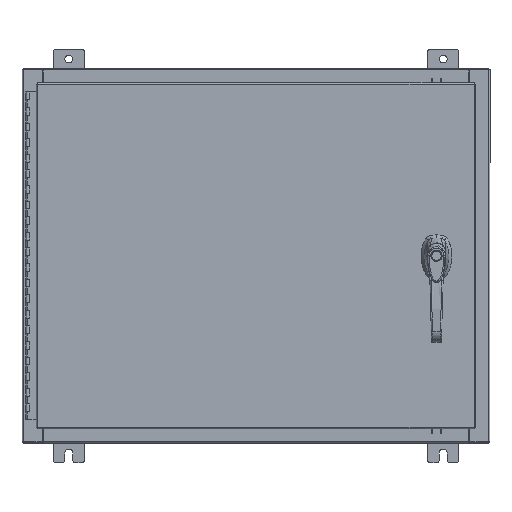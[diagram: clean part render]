
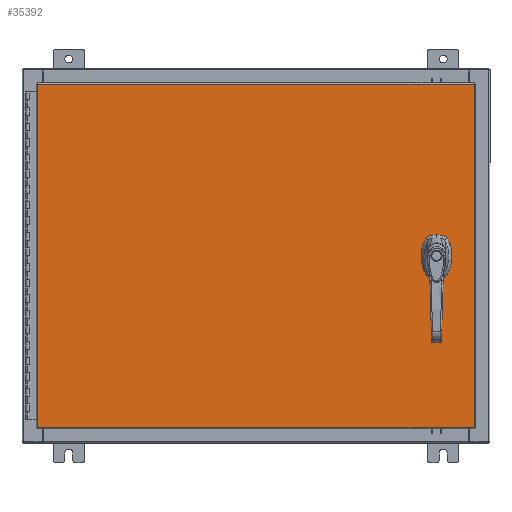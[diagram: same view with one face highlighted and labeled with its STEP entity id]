
A CAD part, top view. The second image highlights one B-rep face of the part: STEP entity #35392.
In plain terms, the highlighted planar face has unit normal (0, 0, 1).
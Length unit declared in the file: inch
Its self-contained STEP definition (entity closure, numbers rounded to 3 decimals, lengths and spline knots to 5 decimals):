
#1786 = VERTEX_POINT ( 'NONE', #16324 ) ;
#2942 = EDGE_CURVE ( 'NONE', #95543, #11541, #34371, .T. ) ;
#3941 = LINE ( 'NONE', #58299, #94352 ) ;
#4612 = VERTEX_POINT ( 'NONE', #82887 ) ;
#5613 = ORIENTED_EDGE ( 'NONE', *, *, #64995, .T. ) ;
#5812 = EDGE_CURVE ( 'NONE', #109104, #30272, #10815, .T. ) ;
#5984 = CARTESIAN_POINT ( 'NONE',  ( -13.9903, 11.0063, 0. ) ) ;
#6090 = DIRECTION ( 'NONE',  ( 0., 0., 1. ) ) ;
#6622 = CIRCLE ( 'NONE', #87311, 0.45 ) ;
#7548 = EDGE_CURVE ( 'NONE', #54251, #96550, #33833, .T. ) ;
#10086 = CARTESIAN_POINT ( 'NONE',  ( 11.175, 0., 0. ) ) ;
#10162 = DIRECTION ( 'NONE',  ( 0., 0., -1. ) ) ;
#10373 = VECTOR ( 'NONE', #26290, 39.37008 ) ;
#10585 = VECTOR ( 'NONE', #93037, 39.37008 ) ;
#10815 = LINE ( 'NONE', #111765, #49076 ) ;
#11136 = VECTOR ( 'NONE', #53971, 39.37008 ) ;
#11541 = VERTEX_POINT ( 'NONE', #70807 ) ;
#12498 = EDGE_CURVE ( 'NONE', #71893, #85948, #107895, .T. ) ;
#13251 = CARTESIAN_POINT ( 'NONE',  ( 13.9903, -11.0063, 0. ) ) ;
#13345 = VERTEX_POINT ( 'NONE', #86586 ) ;
#13846 = AXIS2_PLACEMENT_3D ( 'NONE', #35887, #97210, #44657 ) ;
#14420 = DIRECTION ( 'NONE',  ( 0., 0., 1. ) ) ;
#14638 = DIRECTION ( 'NONE',  ( 1., 0., 0. ) ) ;
#15024 = AXIS2_PLACEMENT_3D ( 'NONE', #87514, #35022, #96354 ) ;
#16324 = CARTESIAN_POINT ( 'NONE',  ( -13.9903, -11.0063, 0. ) ) ;
#18605 = ORIENTED_EDGE ( 'NONE', *, *, #69823, .F. ) ;
#18877 = CARTESIAN_POINT ( 'NONE',  ( 0., 0., 0. ) ) ;
#22015 = EDGE_CURVE ( 'NONE', #1786, #71893, #3941, .T. ) ;
#22504 = CARTESIAN_POINT ( 'NONE',  ( 11.77823, 0.403, 0. ) ) ;
#22891 = CARTESIAN_POINT ( 'NONE',  ( 0., -0.403, 0. ) ) ;
#26290 = DIRECTION ( 'NONE',  ( -1., 0., 0. ) ) ;
#26910 = AXIS2_PLACEMENT_3D ( 'NONE', #66889, #14420, #75698 ) ;
#27701 = PLANE ( 'NONE',  #54783 ) ;
#30272 = VERTEX_POINT ( 'NONE', #63301 ) ;
#30834 = DIRECTION ( 'NONE',  ( 0., 0., 1. ) ) ;
#30882 = CARTESIAN_POINT ( 'NONE',  ( -13.9903, 11.0063, 0. ) ) ;
#31041 = ORIENTED_EDGE ( 'NONE', *, *, #87097, .F. ) ;
#33833 = LINE ( 'NONE', #22891, #10585 ) ;
#34371 = LINE ( 'NONE', #89477, #11136 ) ;
#35022 = DIRECTION ( 'NONE',  ( 0., 0., 1. ) ) ;
#35176 = VECTOR ( 'NONE', #92163, 39.37008 ) ;
#35392 = ADVANCED_FACE ( 'NONE', ( #101134, #98383, #54474 ), #27701, .F. ) ;
#35887 = CARTESIAN_POINT ( 'NONE',  ( 11.578, 0., 0. ) ) ;
#36487 = DIRECTION ( 'NONE',  ( -1., 0., 0. ) ) ;
#39569 = DIRECTION ( 'NONE',  ( 0., 0., 1. ) ) ;
#40294 = ORIENTED_EDGE ( 'NONE', *, *, #82598, .F. ) ;
#44657 = DIRECTION ( 'NONE',  ( 1., 0., 0. ) ) ;
#45107 = CIRCLE ( 'NONE', #13846, 0.45 ) ;
#48796 = VERTEX_POINT ( 'NONE', #108961 ) ;
#49076 = VECTOR ( 'NONE', #111275, 39.37008 ) ;
#51407 = VERTEX_POINT ( 'NONE', #71642 ) ;
#52327 = VECTOR ( 'NONE', #86391, 39.37008 ) ;
#53971 = DIRECTION ( 'NONE',  ( -1., 0., 0. ) ) ;
#54251 = VERTEX_POINT ( 'NONE', #57183 ) ;
#54474 = FACE_BOUND ( 'NONE', #90442, .T. ) ;
#54581 = EDGE_LOOP ( 'NONE', ( #57493, #99149, #93721, #5613 ) ) ;
#54783 = AXIS2_PLACEMENT_3D ( 'NONE', #18877, #10162, #36487 ) ;
#56567 = ORIENTED_EDGE ( 'NONE', *, *, #84107, .F. ) ;
#57183 = CARTESIAN_POINT ( 'NONE',  ( 11.37777, -0.403, 0. ) ) ;
#57493 = ORIENTED_EDGE ( 'NONE', *, *, #22015, .T. ) ;
#58299 = CARTESIAN_POINT ( 'NONE',  ( -13.9903, -11.0063, 0. ) ) ;
#58508 = CARTESIAN_POINT ( 'NONE',  ( 11.578, 0., 0. ) ) ;
#59743 = CARTESIAN_POINT ( 'NONE',  ( 11.981, 0.20023, 0. ) ) ;
#62474 = DIRECTION ( 'NONE',  ( 0., -1., 0. ) ) ;
#63301 = CARTESIAN_POINT ( 'NONE',  ( 11.981, -0.20023, 0. ) ) ;
#64995 = EDGE_CURVE ( 'NONE', #72172, #1786, #75639, .T. ) ;
#66889 = CARTESIAN_POINT ( 'NONE',  ( 11.578, -1.338, 0. ) ) ;
#67313 = DIRECTION ( 'NONE',  ( 1., 0., 0. ) ) ;
#67986 = ORIENTED_EDGE ( 'NONE', *, *, #7548, .F. ) ;
#68525 = EDGE_LOOP ( 'NONE', ( #109418, #91122 ) ) ;
#69823 = EDGE_CURVE ( 'NONE', #109104, #95543, #45107, .T. ) ;
#69956 = CIRCLE ( 'NONE', #15024, 0.45 ) ;
#70807 = CARTESIAN_POINT ( 'NONE',  ( 11.37777, 0.403, 0. ) ) ;
#71642 = CARTESIAN_POINT ( 'NONE',  ( 11.175, 0.20023, 0. ) ) ;
#71893 = VERTEX_POINT ( 'NONE', #110677 ) ;
#72172 = VERTEX_POINT ( 'NONE', #30882 ) ;
#75639 = LINE ( 'NONE', #5984, #52327 ) ;
#75698 = DIRECTION ( 'NONE',  ( 1., 0., 0. ) ) ;
#78758 = ORIENTED_EDGE ( 'NONE', *, *, #2942, .F. ) ;
#82598 = EDGE_CURVE ( 'NONE', #51407, #4612, #105282, .T. ) ;
#82887 = CARTESIAN_POINT ( 'NONE',  ( 11.175, -0.20023, 0. ) ) ;
#83318 = CARTESIAN_POINT ( 'NONE',  ( 11.578, -1.338, 0. ) ) ;
#84107 = EDGE_CURVE ( 'NONE', #4612, #54251, #6622, .T. ) ;
#85948 = VERTEX_POINT ( 'NONE', #110060 ) ;
#86391 = DIRECTION ( 'NONE',  ( 0., -1., 0. ) ) ;
#86586 = CARTESIAN_POINT ( 'NONE',  ( 11.4065, -1.338, 0. ) ) ;
#87097 = EDGE_CURVE ( 'NONE', #96550, #30272, #105935, .T. ) ;
#87311 = AXIS2_PLACEMENT_3D ( 'NONE', #92109, #39569, #100911 ) ;
#87514 = CARTESIAN_POINT ( 'NONE',  ( 11.578, 0., 0. ) ) ;
#89477 = CARTESIAN_POINT ( 'NONE',  ( 0., 0.403, 0. ) ) ;
#89695 = AXIS2_PLACEMENT_3D ( 'NONE', #58508, #6090, #67313 ) ;
#90442 = EDGE_LOOP ( 'NONE', ( #91121, #31041, #67986, #56567, #40294, #98405, #78758, #18605 ) ) ;
#91121 = ORIENTED_EDGE ( 'NONE', *, *, #5812, .T. ) ;
#91122 = ORIENTED_EDGE ( 'NONE', *, *, #112179, .F. ) ;
#92109 = CARTESIAN_POINT ( 'NONE',  ( 11.578, 0., 0. ) ) ;
#92144 = DIRECTION ( 'NONE',  ( 1., 0., 0. ) ) ;
#92163 = DIRECTION ( 'NONE',  ( 0., 1., 0. ) ) ;
#93037 = DIRECTION ( 'NONE',  ( 1., 0., 0. ) ) ;
#93721 = ORIENTED_EDGE ( 'NONE', *, *, #111877, .T. ) ;
#94352 = VECTOR ( 'NONE', #14638, 39.37008 ) ;
#95543 = VERTEX_POINT ( 'NONE', #22504 ) ;
#96354 = DIRECTION ( 'NONE',  ( 1., 0., 0. ) ) ;
#96438 = CARTESIAN_POINT ( 'NONE',  ( 13.9903, 11.0063, 0. ) ) ;
#96550 = VERTEX_POINT ( 'NONE', #100247 ) ;
#97210 = DIRECTION ( 'NONE',  ( 0., 0., 1. ) ) ;
#98365 = CIRCLE ( 'NONE', #26910, 0.1715 ) ;
#98383 = FACE_OUTER_BOUND ( 'NONE', #54581, .T. ) ;
#98405 = ORIENTED_EDGE ( 'NONE', *, *, #105784, .F. ) ;
#99149 = ORIENTED_EDGE ( 'NONE', *, *, #12498, .T. ) ;
#100247 = CARTESIAN_POINT ( 'NONE',  ( 11.77823, -0.403, 0. ) ) ;
#100790 = LINE ( 'NONE', #96438, #10373 ) ;
#100911 = DIRECTION ( 'NONE',  ( 1., 0., 0. ) ) ;
#101134 = FACE_BOUND ( 'NONE', #68525, .T. ) ;
#102531 = VECTOR ( 'NONE', #62474, 39.37008 ) ;
#104127 = AXIS2_PLACEMENT_3D ( 'NONE', #83318, #30834, #92144 ) ;
#105282 = LINE ( 'NONE', #10086, #102531 ) ;
#105784 = EDGE_CURVE ( 'NONE', #11541, #51407, #69956, .T. ) ;
#105935 = CIRCLE ( 'NONE', #89695, 0.45 ) ;
#107895 = LINE ( 'NONE', #13251, #35176 ) ;
#108961 = CARTESIAN_POINT ( 'NONE',  ( 11.7495, -1.338, 0. ) ) ;
#109104 = VERTEX_POINT ( 'NONE', #59743 ) ;
#109418 = ORIENTED_EDGE ( 'NONE', *, *, #109494, .F. ) ;
#109494 = EDGE_CURVE ( 'NONE', #48796, #13345, #98365, .T. ) ;
#110060 = CARTESIAN_POINT ( 'NONE',  ( 13.9903, 11.0063, 0. ) ) ;
#110677 = CARTESIAN_POINT ( 'NONE',  ( 13.9903, -11.0063, 0. ) ) ;
#111275 = DIRECTION ( 'NONE',  ( 0., -1., 0. ) ) ;
#111765 = CARTESIAN_POINT ( 'NONE',  ( 11.981, 0., 0. ) ) ;
#111877 = EDGE_CURVE ( 'NONE', #85948, #72172, #100790, .T. ) ;
#112179 = EDGE_CURVE ( 'NONE', #13345, #48796, #113140, .T. ) ;
#113140 = CIRCLE ( 'NONE', #104127, 0.1715 ) ;
